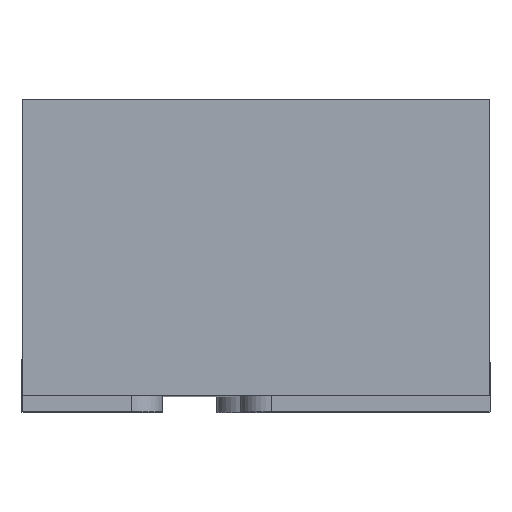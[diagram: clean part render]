
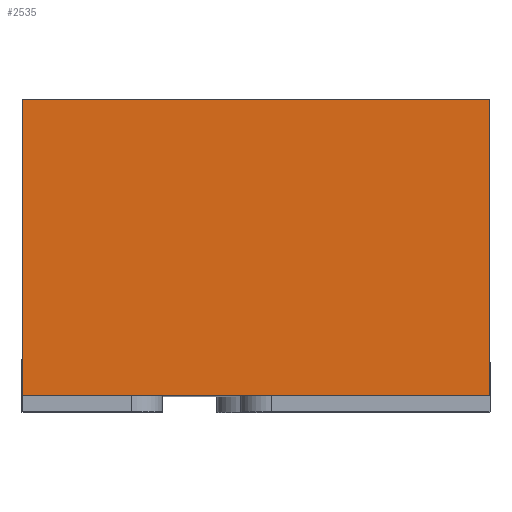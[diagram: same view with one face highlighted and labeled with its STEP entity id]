
A CAD part, top view. The second image highlights one B-rep face of the part: STEP entity #2535.
In plain terms, the highlighted planar face has unit normal (0, 0, 1).
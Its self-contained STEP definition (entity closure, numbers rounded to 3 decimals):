
#18 = CARTESIAN_POINT ( 'NONE',  ( -0.75, -2.5, 1. ) ) ;
#25 = DIRECTION ( 'NONE',  ( 0., 1., 0. ) ) ;
#131 = CARTESIAN_POINT ( 'NONE',  ( -0.75, -2.5, 1. ) ) ;
#147 = LINE ( 'NONE', #131, #2212 ) ;
#257 = ORIENTED_EDGE ( 'NONE', *, *, #2815, .T. ) ;
#383 = ORIENTED_EDGE ( 'NONE', *, *, #1174, .F. ) ;
#446 = EDGE_CURVE ( 'NONE', #2318, #1881, #1952, .T. ) ;
#486 = DIRECTION ( 'NONE',  ( 1., 0., 0. ) ) ;
#499 = CARTESIAN_POINT ( 'NONE',  ( -0.75, 1., 1. ) ) ;
#597 = DIRECTION ( 'NONE',  ( 0., 1., 0. ) ) ;
#701 = DIRECTION ( 'NONE',  ( 0., 0., 1. ) ) ;
#716 = VERTEX_POINT ( 'NONE', #3115 ) ;
#728 = VECTOR ( 'NONE', #25, 1000. ) ;
#836 = CARTESIAN_POINT ( 'NONE',  ( 0.75, 1., 1. ) ) ;
#959 = VECTOR ( 'NONE', #1360, 1000. ) ;
#1065 = ORIENTED_EDGE ( 'NONE', *, *, #1423, .F. ) ;
#1126 = ORIENTED_EDGE ( 'NONE', *, *, #446, .F. ) ;
#1174 = EDGE_CURVE ( 'NONE', #1332, #716, #2061, .T. ) ;
#1332 = VERTEX_POINT ( 'NONE', #3087 ) ;
#1360 = DIRECTION ( 'NONE',  ( -1., 0., 0. ) ) ;
#1423 = EDGE_CURVE ( 'NONE', #716, #2318, #147, .T. ) ;
#1496 = LINE ( 'NONE', #2987, #728 ) ;
#1820 = CARTESIAN_POINT ( 'NONE',  ( -0.75, 0.05, 1. ) ) ;
#1881 = VERTEX_POINT ( 'NONE', #836 ) ;
#1952 = LINE ( 'NONE', #499, #3063 ) ;
#2061 = LINE ( 'NONE', #1820, #959 ) ;
#2212 = VECTOR ( 'NONE', #597, 1000. ) ;
#2230 = FACE_OUTER_BOUND ( 'NONE', #2825, .T. ) ;
#2318 = VERTEX_POINT ( 'NONE', #2509 ) ;
#2436 = DIRECTION ( 'NONE',  ( 1., 0., 0. ) ) ;
#2509 = CARTESIAN_POINT ( 'NONE',  ( -0.75, 1., 1. ) ) ;
#2535 = ADVANCED_FACE ( 'NONE', ( #2230 ), #2661, .T. ) ;
#2661 = PLANE ( 'NONE',  #3081 ) ;
#2815 = EDGE_CURVE ( 'NONE', #1332, #1881, #1496, .T. ) ;
#2825 = EDGE_LOOP ( 'NONE', ( #383, #257, #1126, #1065 ) ) ;
#2987 = CARTESIAN_POINT ( 'NONE',  ( 0.75, -2.5, 1. ) ) ;
#3063 = VECTOR ( 'NONE', #2436, 1000. ) ;
#3081 = AXIS2_PLACEMENT_3D ( 'NONE', #18, #701, #486 ) ;
#3087 = CARTESIAN_POINT ( 'NONE',  ( 0.75, 0.05, 1. ) ) ;
#3115 = CARTESIAN_POINT ( 'NONE',  ( -0.75, 0.05, 1. ) ) ;
